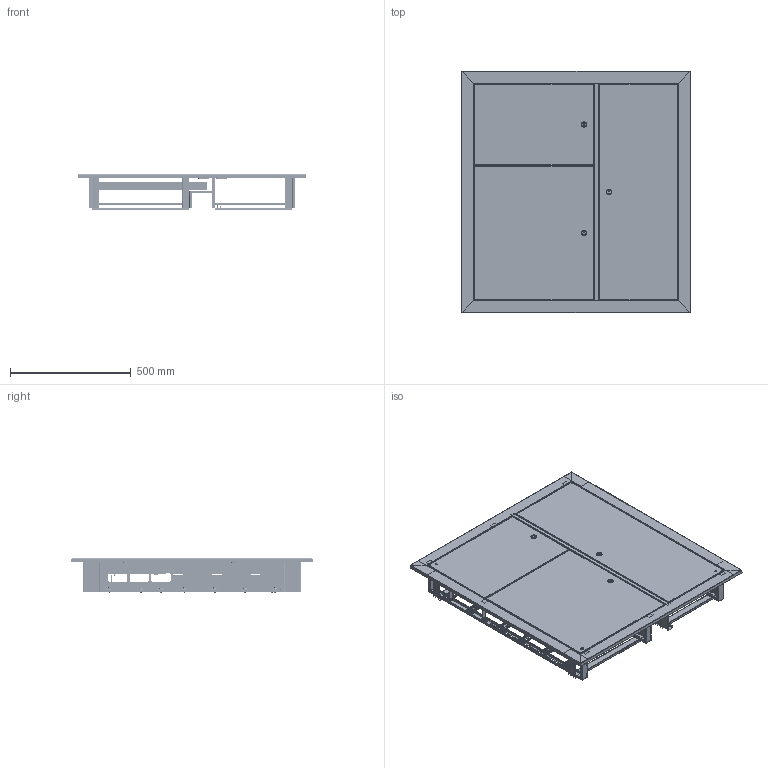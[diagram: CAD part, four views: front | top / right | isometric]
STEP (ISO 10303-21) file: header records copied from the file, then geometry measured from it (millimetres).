
FILE_DESCRIPTION (( 'STEP AP203' ), '1' );
FILE_NAME ('ÙÝ áåç îêîí (1000õ950õ150) IP31 EKF Basic.STEP', '2023-12-19T10:23:26', ( '' ), ( '' ), 'SwSTEP 2.0', 'SolidWorks 2021', '' );
FILE_SCHEMA (( 'CONFIG_CONTROL_DESIGN' ));
Length unit declared in the file: millimetre
Products named in the file (33): ÌÈ-2414.07.00.001 Ôàëüøïàíåëü_0,4ª¢. Œˆ-2412.00.00.001 ” «ìè¯ ­¥«ì; ÌÈ-2414.01.00.001 Ñòåíêà áîêîâàÿ; pan head cross recess screw_din_PreviewCfg; 昈-2414.01.00.003 栺樇罻; DIN-ðåéêà2_L=420 (!); ÌÈ-2414.01.00.008 Äåðæàòåëü äâåðè; ÌÈ-2414.01.00.004 Øâåëëåð; Çàìîê ïî÷òîâûé; hex flange nut_din_PreviewCfg; Çàêëåïêà ãàå÷íàÿ Ì8; ÌÈ-2414.00.00.002 Ïðîñòàâêà; ÌÈ-2414.01.00.006 Óñèëèòåëü êàáåëüíûé  ; Çàêëåïêà ãàå÷íàÿ Ì4; Çàêëåïêà ãàå÷íàÿ Ì6; ��-2414.03.00.000 ����� ����� ��_��� ���� ��-2414.03.00.000-07 ����� ��� ��; 昈-2414.01.01.001 盷謥蜦豂儆趌-01; ﾌﾈ-2414.03.00.001 ﾄ粢 褪濱▼ｧ ｮｪｮｭ 決-2414.03.00.001-07 ┐･瑟 肅･笄; ﾌﾈ-2414.02.00.000 ﾄ粢 珮ⅳⅸ浯 ﾑﾁ; ÙÝ áåç îêîí (1000õ950õ150) IP31 EKF Basic; 昈-2414.01.00.000 扻豵鵨 捘; DIN-謥濋趌L=300; Ïëàñòèíà 100õ35; 昈-2414.01.00.003-01 栺樇罻; cross ph tapping 968_din_PreviewCfg; ÌÈ-2414.05.00.003 Êðîíøòåéí ïîä äèí-ðåéêó; ÌÈ-2414.04.00.000 Äâåðü ñèëîâàÿ ÑÁ; Øïèëüêà Ì6õ12; ÌÈ-2414.01.00.002 Ñòåíêà áîêîâàÿ; ﾌﾈ-2414.01.00.007 ﾊ煇鳫; ÌÈ-2414.01.01.000 Ïåðåãîðîäêà ÑÁ_-01; Êðîíøòåéí 40õ40; ÌÈ-2414.04.00.001 Äâåðü ñèëîâàÿ; ﾌﾈ-2414.02.00.001 ﾄ粢 珮ⅳⅸ浯
Assembly tree (123 placements, depth 4):
  ÙÝ áåç îêîí (1000õ950õ150) IP31 EKF Basic
    昈-2414.01.00.000 扻豵鵨 捘
      ÌÈ-2414.01.00.002 Ñòåíêà áîêîâàÿ
      ÌÈ-2414.01.00.001 Ñòåíêà áîêîâàÿ
      昈-2414.01.00.003 栺樇罻
      ÌÈ-2414.01.00.004 Øâåëëåð
      ÌÈ-2414.01.01.000 Ïåðåãîðîäêà ÑÁ_-01
        昈-2414.01.01.001 盷謥蜦豂儆趌-01
        Êðîíøòåéí 40õ40  x3
      昈-2414.01.00.003-01 栺樇罻
      Ïëàñòèíà 100õ35  x4
      ÌÈ-2414.01.00.008 Äåðæàòåëü äâåðè
      ÌÈ-2414.01.00.006 Óñèëèòåëü êàáåëüíûé    x2
      Çàêëåïêà ãàå÷íàÿ Ì8  x4
      Øïèëüêà Ì6õ12  x3
      ﾌﾈ-2414.01.00.007 ﾊ煇鳫  x3
      Çàêëåïêà ãàå÷íàÿ Ì6  x4
    ﾌﾈ-2414.02.00.000 ﾄ粢 珮ⅳⅸ浯 ﾑﾁ
      ﾌﾈ-2414.02.00.001 ﾄ粢 珮ⅳⅸ浯
      Çàêëåïêà ãàå÷íàÿ Ì4  x2
      Çàìîê ïî÷òîâûé
      Øïèëüêà Ì6õ12
    ÌÈ-2414.04.00.000 Äâåðü ñèëîâàÿ ÑÁ
      Çàêëåïêà ãàå÷íàÿ Ì4  x2
      ÌÈ-2414.04.00.001 Äâåðü ñèëîâàÿ
      Çàìîê ïî÷òîâûé
      Øïèëüêà Ì6õ12
    ��-2414.03.00.000 ����� ����� ��_��� ���� ��-2414.03.00.000-07 ����� ��� ��
      ﾌﾈ-2414.03.00.001 ﾄ粢 褪濱▼ｧ ｮｪｮｭ 決-2414.03.00.001-07 ┐･瑟 肅･笄
      Çàìîê ïî÷òîâûé
      Çàêëåïêà ãàå÷íàÿ Ì4
      Øïèëüêà Ì6õ12
    pan head cross recess screw_din_PreviewCfg  x22
    cross ph tapping 968_din_PreviewCfg
    DIN-ðåéêà2_L=420 (!)  x2
    hex flange nut_din_PreviewCfg  x20
    ÌÈ-2414.07.00.001 Ôàëüøïàíåëü_0,4ª¢. Œˆ-2412.00.00.001 ” «ìè¯ ­¥«ì
    ÌÈ-2414.00.00.002 Ïðîñòàâêà  x18
    DIN-謥濋趌L=300  x6
    ÌÈ-2414.05.00.003 Êðîíøòåéí ïîä äèí-ðåéêó  x4
Bounding box: 950 x 1000 x 153 mm (x, y, z)
Volume: 1651277.9 mm3; surface area: 3959793.1 mm2
Topology: 118 solids, 118 shells, 4966 faces, 11940 edges, 7246 vertices
Faces by surface type: plane 2569, cylinder 1442, cone 508, bspline 217, torus 184, sphere 46
Entity records: 54305 total; most frequent: CARTESIAN_POINT 11840, DIRECTION 7667, ORIENTED_EDGE 7390, EDGE_CURVE 3695, AXIS2_PLACEMENT_3D 2624, VECTOR 2419, LINE 2419, VERTEX_POINT 2237
